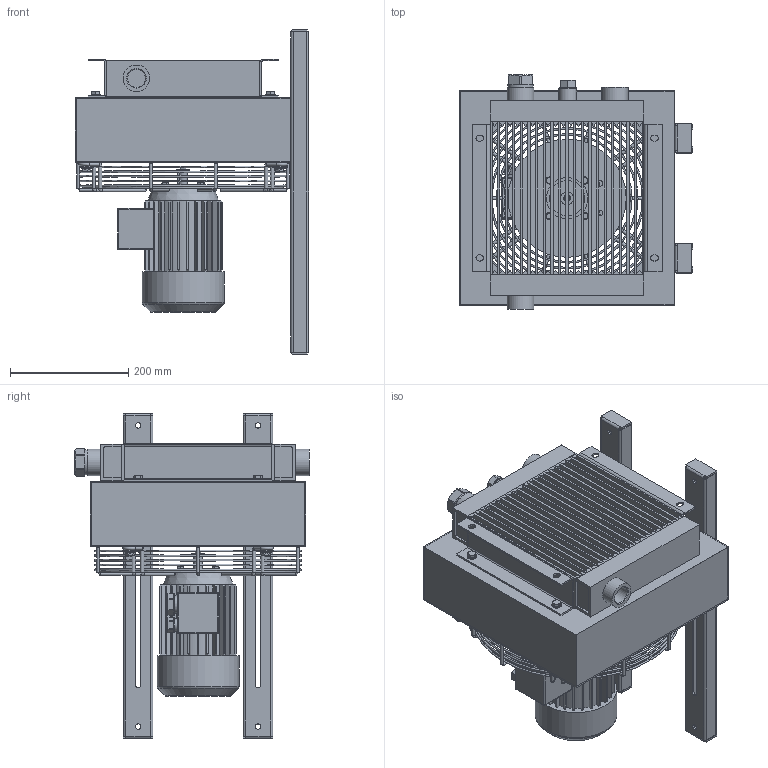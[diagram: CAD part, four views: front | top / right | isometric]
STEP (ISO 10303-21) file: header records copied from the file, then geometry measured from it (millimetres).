
FILE_DESCRIPTION((''),'2;1');
FILE_NAME('LAC2-007-4-D-00-000-0-0.stp','2008-06-05T10:38:00',('smasc'),(''),'Autodesk Inventor 2008','Autodesk Inventor 2008','');
FILE_SCHEMA(('AUTOMOTIVE_DESIGN { 1 0 10303 214 1 1 1 1 }'));
Length unit declared in the file: millimetre
Products named in the file (1): Part3
Bounding box: 395 x 396.5 x 550 mm (x, y, z)
Volume: 3476548 mm3; surface area: 2277129.7 mm2
Topology: 42 solids, 43 shells, 3863 faces, 10001 edges, 6475 vertices
Faces by surface type: plane 2337, bspline 789, cylinder 471, cone 208, torus 30, sphere 28
Full cylindrical faces by diameter (mm): 0.6 x3, 0.938 x1, 1.434 x1, 1.597 x1, 1.998 x1, 4.2 x1, 5 x13, 6 x16, 6.4 x4, 6.5 x4, 6.88 x1, 7 x1, 8 x24, 8.4 x8, 8.5 x4, 8.88 x4, 9 x2, 10.4 x2, 11 x2, 11.63 x8, 12 x5, 14 x1, 16 x8, 18.631 x1, 20 x1, 21 x3, 22 x2, 25 x4, 28.5 x1, 30 x2
Entity records: 127964 total; most frequent: CARTESIAN_POINT 36718, ORIENTED_EDGE 19130, DIRECTION 15289, EDGE_CURVE 9565, VERTEX_POINT 6361, VECTOR 6225, LINE 6225, EDGE_LOOP 4603
